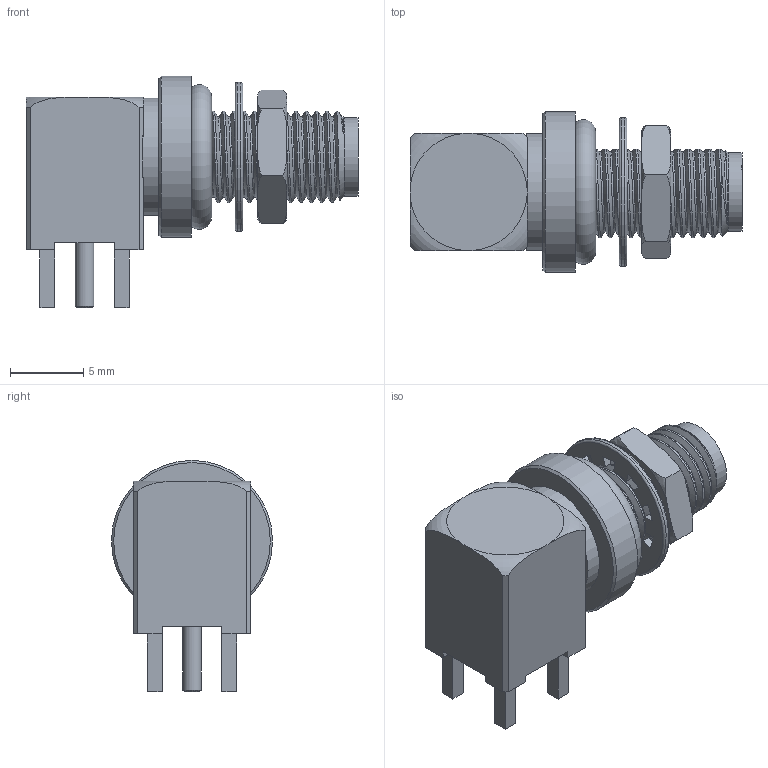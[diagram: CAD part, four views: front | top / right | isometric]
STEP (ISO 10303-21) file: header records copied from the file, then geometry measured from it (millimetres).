
FILE_DESCRIPTION(/* description */ ('Unknown'),/* implementation_level */ '2;1');
FILE_NAME(/* name */ '60311052111534',/* time_stamp */ '2022-05-31T14:28:07+02:00',/* author */ ('Unknown'),/* organization */ ('Unknown'),/* preprocessor_version */ 'ST-DEVELOPER v16.7',/* originating_system */ 'Solid Edge',/* authorisation */ 'Unknown');
FILE_SCHEMA (('AUTOMOTIVE_DESIGN {1 0 10303 214 3 1 1}'));
Length unit declared in the file: millimetre
Products named in the file (11): 60311052111534_Single-part; 60311052111534; 60311052111534_Packaging; 60311052111534_Shielding; 60311052111534_Shielding2; 60311052111534_Signalpin; 60311052111534_insulator; 60311052111534_insulator2; 60311052111534_Washer; 60311052111534_Nut; 60311052111534_Gasket
Assembly tree (10 placements, depth 4):
  60311052111534_Single-part
    60311052111534
      60311052111534_Packaging
        60311052111534_Shielding
        60311052111534_Shielding2
        60311052111534_Signalpin
        60311052111534_insulator
        60311052111534_insulator2
      60311052111534_Washer
      60311052111534_Nut
      60311052111534_Gasket
Bounding box: 22.68 x 11 x 15.79 mm (x, y, z)
Volume: 1180.8 mm3; surface area: 2422.9 mm2
Topology: 24 solids, 52 shells, 797 faces, 2134 edges, 1374 vertices
Faces by surface type: plane 432, cylinder 215, cone 123, torus 22, bspline 5
Full cylindrical faces by diameter (mm): 1.27 x4, 2.85 x1, 3.94 x1, 4.05 x2, 4.06 x1, 4.1 x1, 4.55 x1, 5.35 x1, 6.3 x1, 6.5 x1, 6.55 x1, 8 x1, 9.9 x1, 10.2 x1, 11 x1
Entity records: 31412 total; most frequent: CARTESIAN_POINT 12888, ORIENTED_EDGE 4046, DIRECTION 3552, EDGE_CURVE 2023, AXIS2_PLACEMENT_3D 1331, VERTEX_POINT 1328, LINE 890, VECTOR 890
